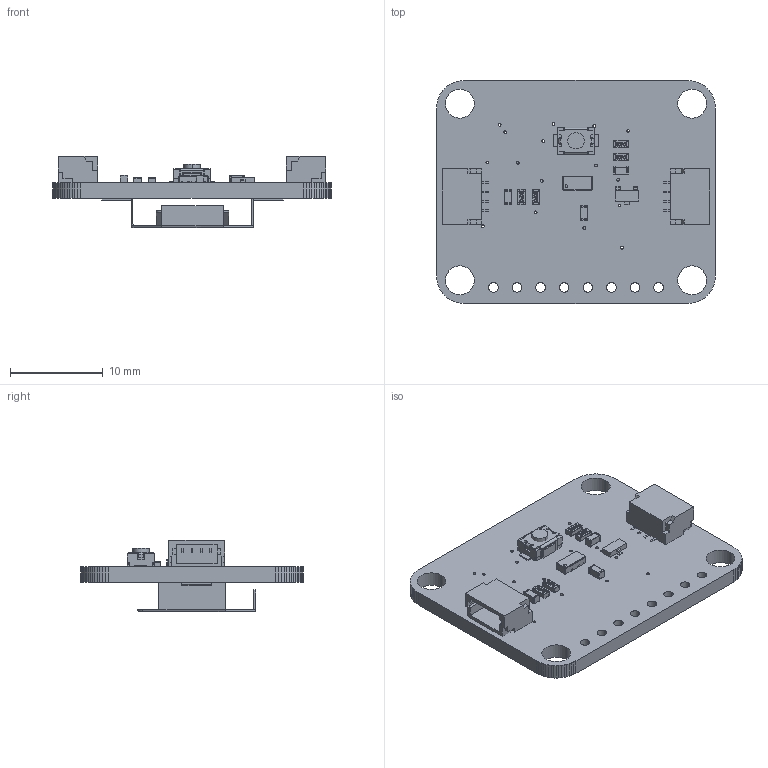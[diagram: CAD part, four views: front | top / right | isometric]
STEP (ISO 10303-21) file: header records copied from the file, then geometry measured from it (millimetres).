
FILE_DESCRIPTION(('PCB Model'),'2;1');
FILE_NAME('7SEMI RV-8803-C7.STEP','2023-02-04T23:31:24',('pritesh'),( 'Unspecified'),'Open CASCADE STEP processor 6.8','Proteus','Unknown' );
FILE_SCHEMA(('AUTOMOTIVE_DESIGN { 1 0 10303 214 1 1 1 1 }'));
Length unit declared in the file: millimetre
Products named in the file (62): Open CASCADE STEP translator 6.8 1; Layer_1; J3; Open CASCADE STEP translator 6.8 1.2.1; Body_1; J2; Open CASCADE STEP translator 6.8 1.3.1; SW1; Open CASCADE STEP translator 6.8 1.4.1; =>[0:1:1:3]; =>[0:1:1:4]; =>[0:1:1:5]; =>[0:1:1:6]; U1; Open CASCADE STEP translator 6.8 1.5.1; =>[0:1:1:7]; =>[0:1:1:8]; =>[0:1:1:9]; =>[0:1:1:10]; =>[0:1:1:11]; =>[0:1:1:12]; =>[0:1:1:13]; C2; Open CASCADE STEP translator 6.8 1.6.1; Part_3; Part_2; Part_1; R1; Open CASCADE STEP translator 6.8 1.7.1; R4; Open CASCADE STEP translator 6.8 1.8.1; R5; Open CASCADE STEP translator 6.8 1.9.1; R2; Open CASCADE STEP translator 6.8 1.10.1; BAT1; Open CASCADE STEP translator 6.8 1.11.1; C3; Open CASCADE STEP translator 6.8 1.12.1; D1 ...
Assembly tree (71 placements, depth 5):
  Open CASCADE STEP translator 6.8 1
    Layer_1
    J3
      Open CASCADE STEP translator 6.8 1.2.1
        Body_1
    J2
      Open CASCADE STEP translator 6.8 1.3.1
        Body_1
    SW1
      Open CASCADE STEP translator 6.8 1.4.1
        Body_1
          =>[0:1:1:3]
          =>[0:1:1:4]
          =>[0:1:1:5]
          =>[0:1:1:6]
    U1
      Open CASCADE STEP translator 6.8 1.5.1
        Body_1
          =>[0:1:1:3]
          =>[0:1:1:4]
          =>[0:1:1:5]
          =>[0:1:1:6]
          =>[0:1:1:7]
          =>[0:1:1:8]
          =>[0:1:1:9]
          =>[0:1:1:10]
          =>[0:1:1:11]
          =>[0:1:1:12]
          =>[0:1:1:13]
    C2
      Open CASCADE STEP translator 6.8 1.6.1
        Body_1
          Part_3
          Part_2
          Part_1
    R1
      Open CASCADE STEP translator 6.8 1.7.1
        Body_1
          =>[0:1:1:3]
          =>[0:1:1:4]
          =>[0:1:1:5]
          =>[0:1:1:6]
    R4
      Open CASCADE STEP translator 6.8 1.8.1
        Body_1
          =>[0:1:1:3]
          =>[0:1:1:4]
          =>[0:1:1:5]
          =>[0:1:1:6]
    R5
      Open CASCADE STEP translator 6.8 1.9.1
        Body_1
          =>[0:1:1:3]
          =>[0:1:1:4]
          =>[0:1:1:5]
          =>[0:1:1:6]
    R2
      Open CASCADE STEP translator 6.8 1.10.1
        Body_1
          =>[0:1:1:3]
Bounding box: 30 x 24 x 7.67 mm (x, y, z)
Volume: 1224 mm3; surface area: 2596.7 mm2
Topology: 47 solids, 48 shells, 1261 faces, 3243 edges, 2090 vertices
Faces by surface type: plane 867, cylinder 201, bspline 164, sphere 24, torus 5
Entity records: 33636 total; most frequent: CARTESIAN_POINT 7238, ORIENTED_EDGE 4102, DIRECTION 3957, EDGE_CURVE 2072, LINE 1607, VECTOR 1607, VERTEX_POINT 1342, AXIS2_PLACEMENT_3D 1175
